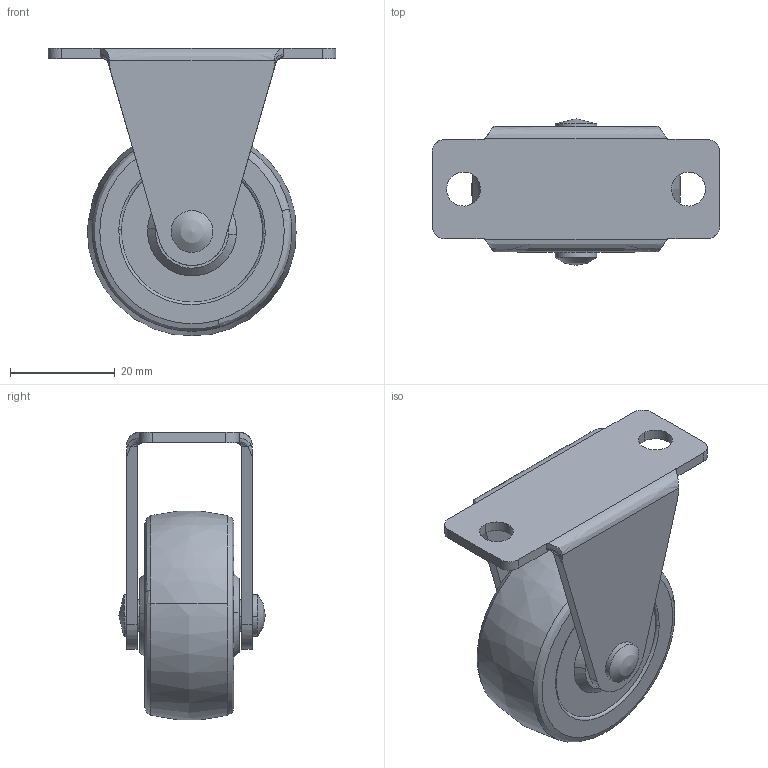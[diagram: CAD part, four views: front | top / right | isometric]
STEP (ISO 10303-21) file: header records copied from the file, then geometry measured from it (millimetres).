
FILE_DESCRIPTION((''),'2;1');
FILE_NAME('','2005-12-16T14:08:55',(''),(''),'','CADfix','');
FILE_SCHEMA(('AUTOMOTIVE_DESIGN'));
Length unit declared in the file: millimetre
Products named in the file (4): wheel; body; axle; No_602_13552_36
Assembly tree (3 placements, depth 2):
  No_602_13552_36
    wheel
    body
    axle
Bounding box: 55 x 28 x 54.9 mm (x, y, z)
Volume: 26138.2 mm3; surface area: 11364.7 mm2
Topology: 3 solids, 3 shells, 90 faces, 280 edges, 202 vertices
Faces by surface type: bspline 90
Entity records: 4075 total; most frequent: CARTESIAN_POINT 2484, ORIENTED_EDGE 560, EDGE_CURVE 280, VERTEX_POINT 202, EDGE_LOOP 106, FACE_OUTER_BOUND 90, ADVANCED_FACE 90, QUASI_UNIFORM_CURVE 88
